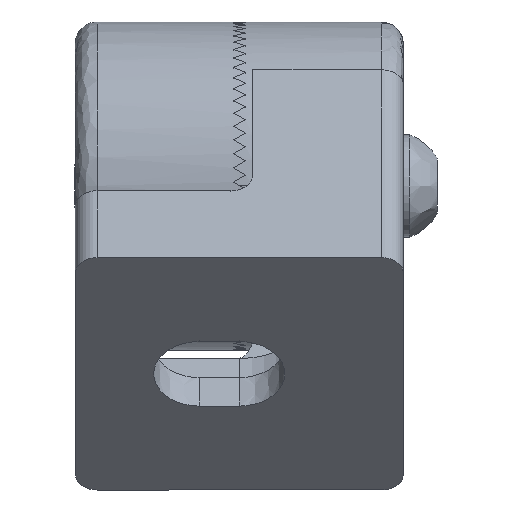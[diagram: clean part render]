
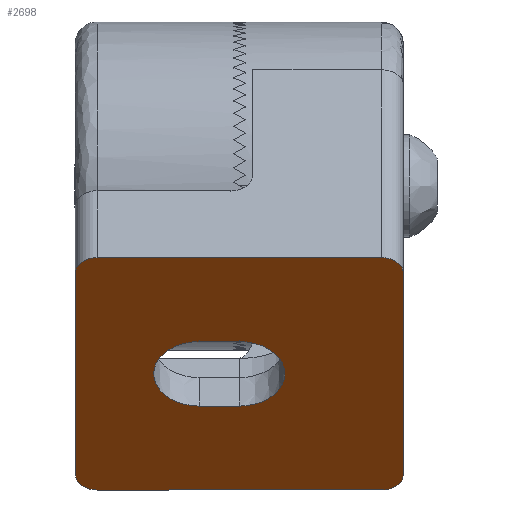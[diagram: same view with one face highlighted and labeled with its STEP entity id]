
A CAD part, top view. The second image highlights one B-rep face of the part: STEP entity #2698.
In plain terms, the highlighted planar face has unit normal (0, -0.707, 0.707).
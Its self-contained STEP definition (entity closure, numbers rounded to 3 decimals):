
#11 = CARTESIAN_POINT ( 'NONE',  ( 0., -30.229, 57.89 ) ) ;
#294 = EDGE_CURVE ( 'NONE', #11085, #11660, #10398, .T. ) ;
#386 = EDGE_CURVE ( 'NONE', #9631, #8414, #1752, .T. ) ;
#677 = LINE ( 'NONE', #1099, #11835 ) ;
#886 = AXIS2_PLACEMENT_3D ( 'NONE', #3979, #4979, #5917 ) ;
#976 = VECTOR ( 'NONE', #8751, 1000. ) ;
#995 = DIRECTION ( 'NONE',  ( 0., -0.707, -0.707 ) ) ;
#1099 = CARTESIAN_POINT ( 'NONE',  ( 1.85, -9.899, 78.219 ) ) ;
#1285 = DIRECTION ( 'NONE',  ( 0., -0.707, -0.707 ) ) ;
#1336 = CARTESIAN_POINT ( 'NONE',  ( 1.85, -21.39, 66.729 ) ) ;
#1534 = CARTESIAN_POINT ( 'NONE',  ( -22.5, -12.021, 76.098 ) ) ;
#1752 = CIRCLE ( 'NONE', #886, 3. ) ;
#1809 = DIRECTION ( 'NONE',  ( 0., -0.707, 0.707 ) ) ;
#1877 = CARTESIAN_POINT ( 'NONE',  ( -5.5, -21.39, 66.729 ) ) ;
#1954 = AXIS2_PLACEMENT_3D ( 'NONE', #7000, #9181, #1285 ) ;
#2020 = EDGE_CURVE ( 'NONE', #5105, #7170, #6295, .T. ) ;
#2349 = FACE_BOUND ( 'NONE', #7815, .T. ) ;
#2424 = CARTESIAN_POINT ( 'NONE',  ( -19.5, -41.719, 46.399 ) ) ;
#2698 = ADVANCED_FACE ( 'NONE', ( #2349, #4398 ), #9993, .T. ) ;
#2718 = ORIENTED_EDGE ( 'NONE', *, *, #386, .T. ) ;
#2764 = DIRECTION ( 'NONE',  ( 0., 0.707, -0.707 ) ) ;
#2794 = CARTESIAN_POINT ( 'NONE',  ( 1.85, -41.719, 46.399 ) ) ;
#2816 = DIRECTION ( 'NONE',  ( -1., 0., 0. ) ) ;
#3019 = AXIS2_PLACEMENT_3D ( 'NONE', #12999, #2764, #10828 ) ;
#3021 = CARTESIAN_POINT ( 'NONE',  ( -19.5, -39.598, 48.521 ) ) ;
#3227 = DIRECTION ( 'NONE',  ( -1., 0., 0. ) ) ;
#3258 = CARTESIAN_POINT ( 'NONE',  ( 0., -21.39, 66.729 ) ) ;
#3385 = VERTEX_POINT ( 'NONE', #9389 ) ;
#3548 = AXIS2_PLACEMENT_3D ( 'NONE', #3021, #8972, #10051 ) ;
#3659 = EDGE_CURVE ( 'NONE', #11660, #5105, #8487, .T. ) ;
#3902 = ORIENTED_EDGE ( 'NONE', *, *, #10820, .T. ) ;
#3979 = CARTESIAN_POINT ( 'NONE',  ( -19.5, -12.021, 76.098 ) ) ;
#4398 = FACE_OUTER_BOUND ( 'NONE', #10932, .T. ) ;
#4681 = VERTEX_POINT ( 'NONE', #2424 ) ;
#4689 = LINE ( 'NONE', #11669, #9425 ) ;
#4734 = CARTESIAN_POINT ( 'NONE',  ( 19.5, -39.598, 48.521 ) ) ;
#4979 = DIRECTION ( 'NONE',  ( 0., -0.707, 0.707 ) ) ;
#5074 = ORIENTED_EDGE ( 'NONE', *, *, #11107, .T. ) ;
#5105 = VERTEX_POINT ( 'NONE', #11 ) ;
#5141 = CARTESIAN_POINT ( 'NONE',  ( 22.5, -39.598, 48.521 ) ) ;
#5388 = VERTEX_POINT ( 'NONE', #6727 ) ;
#5412 = EDGE_CURVE ( 'NONE', #5388, #8956, #7607, .T. ) ;
#5662 = DIRECTION ( 'NONE',  ( 0., 0.707, 0.707 ) ) ;
#5759 = DIRECTION ( 'NONE',  ( 0., -0.707, -0.707 ) ) ;
#5805 = CARTESIAN_POINT ( 'NONE',  ( -5.5, -30.229, 57.89 ) ) ;
#5912 = ORIENTED_EDGE ( 'NONE', *, *, #12419, .T. ) ;
#5917 = DIRECTION ( 'NONE',  ( 0., 0.707, 0.707 ) ) ;
#6056 = ORIENTED_EDGE ( 'NONE', *, *, #294, .T. ) ;
#6295 = LINE ( 'NONE', #9865, #10061 ) ;
#6340 = ORIENTED_EDGE ( 'NONE', *, *, #2020, .T. ) ;
#6475 = ORIENTED_EDGE ( 'NONE', *, *, #7572, .T. ) ;
#6634 = ORIENTED_EDGE ( 'NONE', *, *, #8505, .T. ) ;
#6727 = CARTESIAN_POINT ( 'NONE',  ( 19.5, -41.719, 46.399 ) ) ;
#6834 = AXIS2_PLACEMENT_3D ( 'NONE', #4734, #12860, #5759 ) ;
#7000 = CARTESIAN_POINT ( 'NONE',  ( 1.85, -25.809, 62.309 ) ) ;
#7096 = VECTOR ( 'NONE', #9315, 1000. ) ;
#7170 = VERTEX_POINT ( 'NONE', #5805 ) ;
#7572 = EDGE_CURVE ( 'NONE', #11216, #12738, #10665, .T. ) ;
#7607 = CIRCLE ( 'NONE', #6834, 3. ) ;
#7657 = ORIENTED_EDGE ( 'NONE', *, *, #5412, .T. ) ;
#7784 = CIRCLE ( 'NONE', #3548, 3. ) ;
#7815 = EDGE_LOOP ( 'NONE', ( #5074, #6056, #10114, #6340 ) ) ;
#7836 = CARTESIAN_POINT ( 'NONE',  ( 19.5, -12.021, 76.098 ) ) ;
#7898 = AXIS2_PLACEMENT_3D ( 'NONE', #7836, #1809, #11704 ) ;
#8414 = VERTEX_POINT ( 'NONE', #1534 ) ;
#8418 = LINE ( 'NONE', #11746, #10752 ) ;
#8487 = CIRCLE ( 'NONE', #12912, 6.25 ) ;
#8505 = EDGE_CURVE ( 'NONE', #8956, #11216, #4689, .T. ) ;
#8623 = CARTESIAN_POINT ( 'NONE',  ( -19.5, -9.899, 78.219 ) ) ;
#8751 = DIRECTION ( 'NONE',  ( 1., 0., 0. ) ) ;
#8956 = VERTEX_POINT ( 'NONE', #5141 ) ;
#8972 = DIRECTION ( 'NONE',  ( 0., -0.707, 0.707 ) ) ;
#9181 = DIRECTION ( 'NONE',  ( 0., -0.707, 0.707 ) ) ;
#9315 = DIRECTION ( 'NONE',  ( 1., 0., 0. ) ) ;
#9342 = LINE ( 'NONE', #2794, #976 ) ;
#9389 = CARTESIAN_POINT ( 'NONE',  ( -22.5, -39.598, 48.521 ) ) ;
#9425 = VECTOR ( 'NONE', #5662, 1000. ) ;
#9631 = VERTEX_POINT ( 'NONE', #8623 ) ;
#9863 = ORIENTED_EDGE ( 'NONE', *, *, #12201, .T. ) ;
#9865 = CARTESIAN_POINT ( 'NONE',  ( 1.85, -30.229, 57.89 ) ) ;
#9954 = ORIENTED_EDGE ( 'NONE', *, *, #10896, .T. ) ;
#9993 = PLANE ( 'NONE',  #1954 ) ;
#10051 = DIRECTION ( 'NONE',  ( 0., 0.707, 0.707 ) ) ;
#10061 = VECTOR ( 'NONE', #2816, 1000. ) ;
#10114 = ORIENTED_EDGE ( 'NONE', *, *, #3659, .T. ) ;
#10398 = LINE ( 'NONE', #1336, #7096 ) ;
#10635 = CARTESIAN_POINT ( 'NONE',  ( 19.5, -9.899, 78.219 ) ) ;
#10665 = CIRCLE ( 'NONE', #7898, 3. ) ;
#10752 = VECTOR ( 'NONE', #11695, 1000. ) ;
#10820 = EDGE_CURVE ( 'NONE', #8414, #3385, #8418, .T. ) ;
#10828 = DIRECTION ( 'NONE',  ( 0., -0.707, -0.707 ) ) ;
#10896 = EDGE_CURVE ( 'NONE', #3385, #4681, #7784, .T. ) ;
#10932 = EDGE_LOOP ( 'NONE', ( #9863, #7657, #6634, #6475, #5912, #2718, #3902, #9954 ) ) ;
#10955 = DIRECTION ( 'NONE',  ( 0., 0.707, -0.707 ) ) ;
#11085 = VERTEX_POINT ( 'NONE', #1877 ) ;
#11107 = EDGE_CURVE ( 'NONE', #7170, #11085, #12964, .T. ) ;
#11216 = VERTEX_POINT ( 'NONE', #12168 ) ;
#11660 = VERTEX_POINT ( 'NONE', #3258 ) ;
#11669 = CARTESIAN_POINT ( 'NONE',  ( 22.5, -25.809, 62.309 ) ) ;
#11695 = DIRECTION ( 'NONE',  ( 0., -0.707, -0.707 ) ) ;
#11704 = DIRECTION ( 'NONE',  ( 0., 0.707, 0.707 ) ) ;
#11746 = CARTESIAN_POINT ( 'NONE',  ( -22.5, -25.809, 62.309 ) ) ;
#11835 = VECTOR ( 'NONE', #3227, 1000. ) ;
#11946 = CARTESIAN_POINT ( 'NONE',  ( 0., -25.809, 62.309 ) ) ;
#12168 = CARTESIAN_POINT ( 'NONE',  ( 22.5, -12.021, 76.098 ) ) ;
#12201 = EDGE_CURVE ( 'NONE', #4681, #5388, #9342, .T. ) ;
#12419 = EDGE_CURVE ( 'NONE', #12738, #9631, #677, .T. ) ;
#12738 = VERTEX_POINT ( 'NONE', #10635 ) ;
#12860 = DIRECTION ( 'NONE',  ( 0., -0.707, 0.707 ) ) ;
#12912 = AXIS2_PLACEMENT_3D ( 'NONE', #11946, #10955, #995 ) ;
#12964 = CIRCLE ( 'NONE', #3019, 6.25 ) ;
#12999 = CARTESIAN_POINT ( 'NONE',  ( -5.5, -25.809, 62.309 ) ) ;
